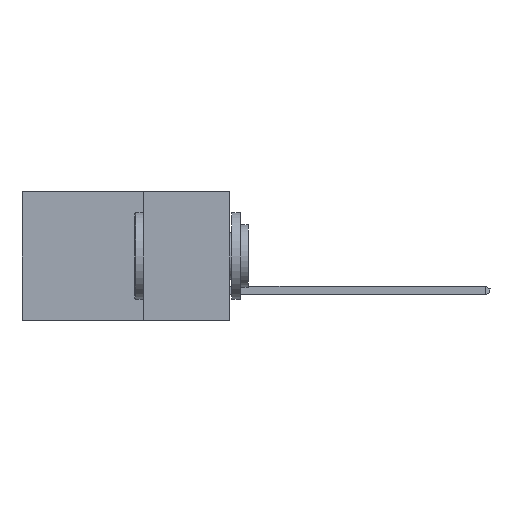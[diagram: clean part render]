
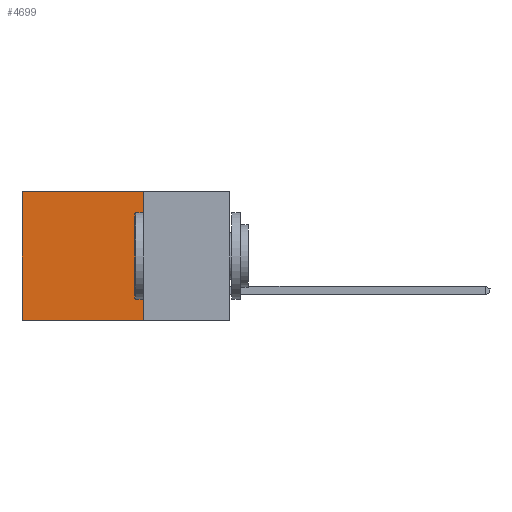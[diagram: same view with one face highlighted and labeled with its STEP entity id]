
A CAD part, left-side view. The second image highlights one B-rep face of the part: STEP entity #4699.
In plain terms, the highlighted planar face has unit normal (-1, 0, 0).
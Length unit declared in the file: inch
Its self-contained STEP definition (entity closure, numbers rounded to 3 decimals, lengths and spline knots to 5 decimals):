
#1120 = VECTOR ( 'NONE', #5569, 39.37008 ) ;
#2925 = VERTEX_POINT ( 'NONE', #20111 ) ;
#3928 = EDGE_LOOP ( 'NONE', ( #12259, #5822, #13003, #21664 ) ) ;
#4699 = ADVANCED_FACE ( 'NONE', ( #18134 ), #16377, .F. ) ;
#5569 = DIRECTION ( 'NONE',  ( 0., 0., -1. ) ) ;
#5822 = ORIENTED_EDGE ( 'NONE', *, *, #16657, .F. ) ;
#6535 = VERTEX_POINT ( 'NONE', #7388 ) ;
#6877 = LINE ( 'NONE', #17152, #13927 ) ;
#7261 = DIRECTION ( 'NONE',  ( 0., 1., 0. ) ) ;
#7388 = CARTESIAN_POINT ( 'NONE',  ( 0.2615, 0.25, 0. ) ) ;
#8963 = CARTESIAN_POINT ( 'NONE',  ( 0.2615, 0.6, -0.37 ) ) ;
#10129 = LINE ( 'NONE', #13884, #20307 ) ;
#10463 = VERTEX_POINT ( 'NONE', #15415 ) ;
#11312 = LINE ( 'NONE', #16281, #15322 ) ;
#12259 = ORIENTED_EDGE ( 'NONE', *, *, #16441, .T. ) ;
#12269 = LINE ( 'NONE', #8963, #1120 ) ;
#12846 = CARTESIAN_POINT ( 'NONE',  ( 0.2615, 0.25, -0.37 ) ) ;
#13003 = ORIENTED_EDGE ( 'NONE', *, *, #19957, .F. ) ;
#13727 = VERTEX_POINT ( 'NONE', #20207 ) ;
#13884 = CARTESIAN_POINT ( 'NONE',  ( 0.2615, 0.25, 0. ) ) ;
#13927 = VECTOR ( 'NONE', #15495, 39.37008 ) ;
#14282 = DIRECTION ( 'NONE',  ( 1., 0., 0. ) ) ;
#15322 = VECTOR ( 'NONE', #19597, 39.37008 ) ;
#15415 = CARTESIAN_POINT ( 'NONE',  ( 0.2615, 0.6, -0.37 ) ) ;
#15495 = DIRECTION ( 'NONE',  ( 0., 0., -1. ) ) ;
#16281 = CARTESIAN_POINT ( 'NONE',  ( 0.2615, 0.25, -0.37 ) ) ;
#16377 = PLANE ( 'NONE',  #17347 ) ;
#16441 = EDGE_CURVE ( 'NONE', #13727, #10463, #12269, .T. ) ;
#16657 = EDGE_CURVE ( 'NONE', #2925, #10463, #11312, .T. ) ;
#17152 = CARTESIAN_POINT ( 'NONE',  ( 0.2615, 0.25, -0.37 ) ) ;
#17347 = AXIS2_PLACEMENT_3D ( 'NONE', #12846, #14282, #19358 ) ;
#17729 = EDGE_CURVE ( 'NONE', #6535, #13727, #10129, .T. ) ;
#18134 = FACE_OUTER_BOUND ( 'NONE', #3928, .T. ) ;
#19358 = DIRECTION ( 'NONE',  ( 0., 0., -1. ) ) ;
#19597 = DIRECTION ( 'NONE',  ( 0., 1., 0. ) ) ;
#19957 = EDGE_CURVE ( 'NONE', #6535, #2925, #6877, .T. ) ;
#20111 = CARTESIAN_POINT ( 'NONE',  ( 0.2615, 0.25, -0.37 ) ) ;
#20207 = CARTESIAN_POINT ( 'NONE',  ( 0.2615, 0.6, 0. ) ) ;
#20307 = VECTOR ( 'NONE', #7261, 39.37008 ) ;
#21664 = ORIENTED_EDGE ( 'NONE', *, *, #17729, .T. ) ;
